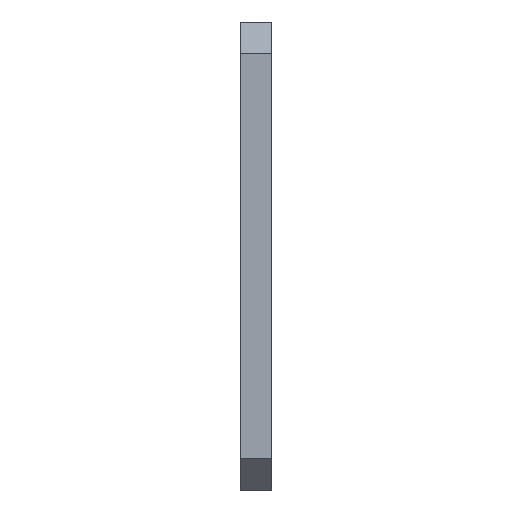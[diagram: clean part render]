
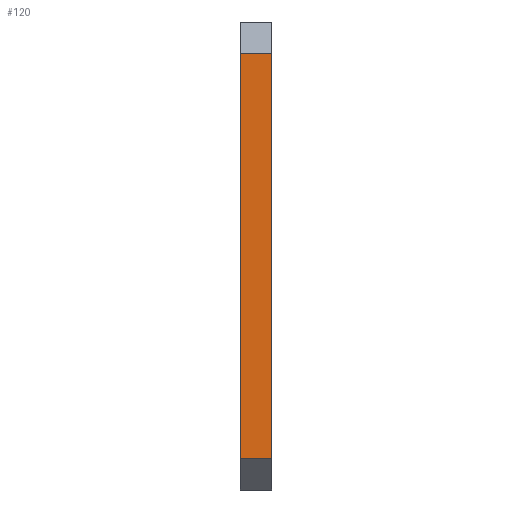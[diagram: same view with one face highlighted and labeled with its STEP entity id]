
A CAD part, left-side view. The second image highlights one B-rep face of the part: STEP entity #120.
In plain terms, the highlighted planar face has unit normal (-1, 0, 0).
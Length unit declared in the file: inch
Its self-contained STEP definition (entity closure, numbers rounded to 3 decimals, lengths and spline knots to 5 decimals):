
#29 = LINE ( 'NONE', #403, #702 ) ;
#34 = CARTESIAN_POINT ( 'NONE',  ( 0., 0.125, -1.75 ) ) ;
#42 = DIRECTION ( 'NONE',  ( 0., 0., -1. ) ) ;
#66 = VERTEX_POINT ( 'NONE', #34 ) ;
#79 = EDGE_CURVE ( 'NONE', #66, #567, #695, .T. ) ;
#114 = CARTESIAN_POINT ( 'NONE',  ( 0., 0.125, -0.125 ) ) ;
#120 = ADVANCED_FACE ( 'NONE', ( #211 ), #392, .F. ) ;
#124 = EDGE_CURVE ( 'NONE', #567, #452, #378, .T. ) ;
#186 = EDGE_CURVE ( 'NONE', #452, #301, #489, .T. ) ;
#188 = DIRECTION ( 'NONE',  ( 0., 0., 1. ) ) ;
#211 = FACE_OUTER_BOUND ( 'NONE', #490, .T. ) ;
#228 = CARTESIAN_POINT ( 'NONE',  ( 0., 0., 0. ) ) ;
#266 = CARTESIAN_POINT ( 'NONE',  ( 0., 0., -0.125 ) ) ;
#288 = VECTOR ( 'NONE', #591, 39.37008 ) ;
#301 = VERTEX_POINT ( 'NONE', #114 ) ;
#352 = ORIENTED_EDGE ( 'NONE', *, *, #727, .F. ) ;
#378 = LINE ( 'NONE', #228, #684 ) ;
#381 = CARTESIAN_POINT ( 'NONE',  ( 0., 0.125, 0. ) ) ;
#392 = PLANE ( 'NONE',  #617 ) ;
#394 = DIRECTION ( 'NONE',  ( 1., 0., 0. ) ) ;
#398 = ORIENTED_EDGE ( 'NONE', *, *, #124, .T. ) ;
#403 = CARTESIAN_POINT ( 'NONE',  ( 0., 0.125, 0. ) ) ;
#450 = CARTESIAN_POINT ( 'NONE',  ( 0., 0.125, -1.75 ) ) ;
#452 = VERTEX_POINT ( 'NONE', #266 ) ;
#489 = LINE ( 'NONE', #545, #597 ) ;
#490 = EDGE_LOOP ( 'NONE', ( #398, #507, #352, #624 ) ) ;
#507 = ORIENTED_EDGE ( 'NONE', *, *, #186, .T. ) ;
#516 = CARTESIAN_POINT ( 'NONE',  ( 0., 0., -1.75 ) ) ;
#545 = CARTESIAN_POINT ( 'NONE',  ( 0., 0.125, -0.125 ) ) ;
#567 = VERTEX_POINT ( 'NONE', #516 ) ;
#591 = DIRECTION ( 'NONE',  ( 0., -1., 0. ) ) ;
#597 = VECTOR ( 'NONE', #707, 39.37008 ) ;
#608 = DIRECTION ( 'NONE',  ( 0., 0., 1. ) ) ;
#617 = AXIS2_PLACEMENT_3D ( 'NONE', #381, #394, #42 ) ;
#624 = ORIENTED_EDGE ( 'NONE', *, *, #79, .T. ) ;
#684 = VECTOR ( 'NONE', #608, 39.37008 ) ;
#695 = LINE ( 'NONE', #450, #288 ) ;
#702 = VECTOR ( 'NONE', #188, 39.37008 ) ;
#707 = DIRECTION ( 'NONE',  ( 0., 1., 0. ) ) ;
#727 = EDGE_CURVE ( 'NONE', #66, #301, #29, .T. ) ;
